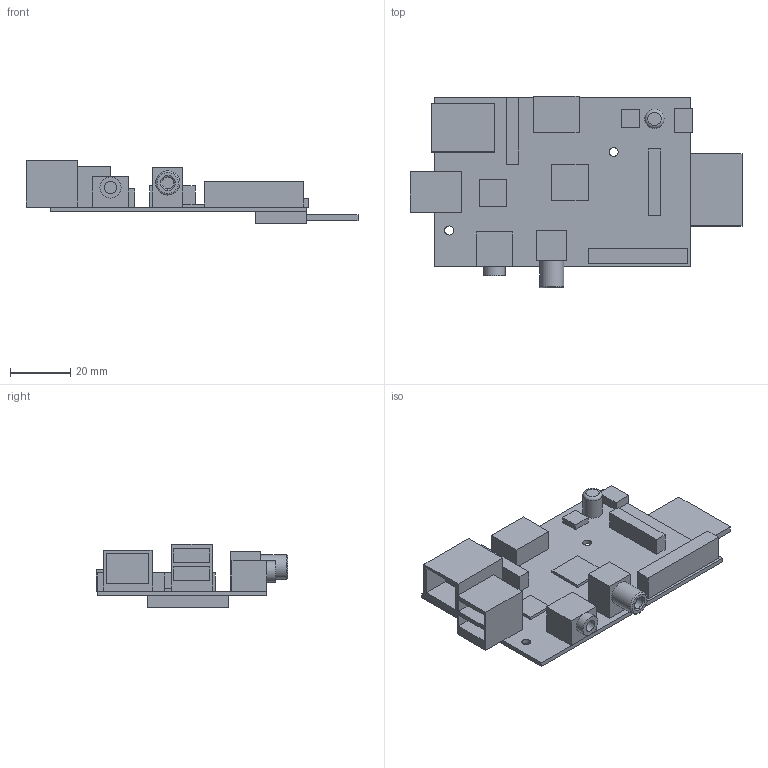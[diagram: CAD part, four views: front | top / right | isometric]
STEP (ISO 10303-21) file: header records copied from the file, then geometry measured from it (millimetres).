
FILE_DESCRIPTION(('FreeCAD Model'),'2;1');
FILE_NAME('raspberry-pi.step', '2014-08-03T17:36:54',('FreeCAD'),('FreeCAD'), 'Open CASCADE STEP processor 6.7','FreeCAD','Unknown');
FILE_SCHEMA(('AUTOMOTIVE_DESIGN_CC2 { 1 2 10303 214 -1 1 5 4 }'));
Length unit declared in the file: millimetre
Products named in the file (15): pines; audio; video; usb; rj47; chip001; chip002; conector01; conector02; condensador; chip03; alimentacion; hdmi; SD; placabase
Bounding box: 110 x 63.5 x 21 mm (x, y, z)
Volume: 22482.5 mm3; surface area: 22262.9 mm2
Topology: 15 solids, 15 shells, 131 faces, 280 edges, 188 vertices
Faces by surface type: plane 120, cylinder 7, torus 4
Full cylindrical faces by diameter (mm): 3 x2, 4 x2, 6.4 x1, 7 x1, 8 x1
Entity records: 7523 total; most frequent: CARTESIAN_POINT 1259, DIRECTION 1073, LINE 728, VECTOR 728, ORIENTED_EDGE 560, PCURVE 560, DEFINITIONAL_REPRESENTATION 560, EDGE_CURVE 280
